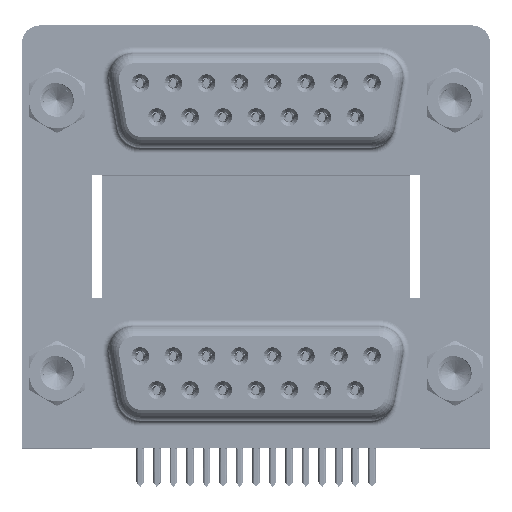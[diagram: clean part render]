
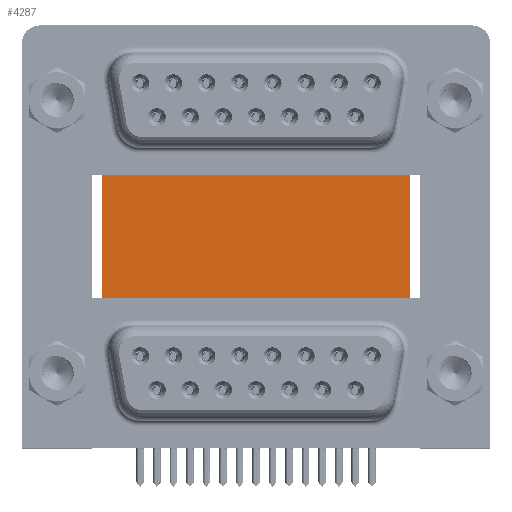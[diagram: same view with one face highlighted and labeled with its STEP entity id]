
A CAD part, top view. The second image highlights one B-rep face of the part: STEP entity #4287.
In plain terms, the highlighted planar face has unit normal (0, 0, 1).
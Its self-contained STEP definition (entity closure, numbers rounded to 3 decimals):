
#307 = CARTESIAN_POINT ( 'NONE',  ( 3.79, -3.735, -12. ) ) ;
#1812 = LINE ( 'NONE', #13490, #47424 ) ;
#3770 = PLANE ( 'NONE',  #45832 ) ;
#4287 = ADVANCED_FACE ( 'NONE', ( #4854 ), #3770, .F. ) ;
#4854 = FACE_OUTER_BOUND ( 'NONE', #30986, .T. ) ;
#5572 = CARTESIAN_POINT ( 'NONE',  ( 3.79, 16.585, -12. ) ) ;
#6348 = VERTEX_POINT ( 'NONE', #49536 ) ;
#6471 = DIRECTION ( 'NONE',  ( 1., 0., 0. ) ) ;
#6996 = CARTESIAN_POINT ( 'NONE',  ( 3.79, -3.735, -12. ) ) ;
#8105 = CARTESIAN_POINT ( 'NONE',  ( 29.58, -3.735, -12. ) ) ;
#8650 = DIRECTION ( 'NONE',  ( -1., 0., 0. ) ) ;
#8911 = LINE ( 'NONE', #30345, #17675 ) ;
#9587 = VECTOR ( 'NONE', #44425, 1000. ) ;
#13490 = CARTESIAN_POINT ( 'NONE',  ( 3.79, 16.585, -12. ) ) ;
#17005 = EDGE_CURVE ( 'NONE', #6348, #24878, #29398, .T. ) ;
#17596 = ORIENTED_EDGE ( 'NONE', *, *, #17005, .F. ) ;
#17675 = VECTOR ( 'NONE', #34143, 1000. ) ;
#18893 = ORIENTED_EDGE ( 'NONE', *, *, #41179, .T. ) ;
#24378 = CARTESIAN_POINT ( 'NONE',  ( 3.79, 16.585, -12. ) ) ;
#24421 = ORIENTED_EDGE ( 'NONE', *, *, #25960, .F. ) ;
#24878 = VERTEX_POINT ( 'NONE', #8105 ) ;
#25477 = VERTEX_POINT ( 'NONE', #307 ) ;
#25960 = EDGE_CURVE ( 'NONE', #42312, #6348, #8911, .T. ) ;
#27863 = ORIENTED_EDGE ( 'NONE', *, *, #30181, .T. ) ;
#29398 = LINE ( 'NONE', #48770, #9587 ) ;
#30181 = EDGE_CURVE ( 'NONE', #42312, #25477, #1812, .T. ) ;
#30345 = CARTESIAN_POINT ( 'NONE',  ( 3.79, 16.585, -12. ) ) ;
#30837 = DIRECTION ( 'NONE',  ( 0., -1., 0. ) ) ;
#30986 = EDGE_LOOP ( 'NONE', ( #18893, #17596, #24421, #27863 ) ) ;
#34143 = DIRECTION ( 'NONE',  ( 1., 0., 0. ) ) ;
#40109 = LINE ( 'NONE', #6996, #52583 ) ;
#41179 = EDGE_CURVE ( 'NONE', #25477, #24878, #40109, .T. ) ;
#42312 = VERTEX_POINT ( 'NONE', #5572 ) ;
#44425 = DIRECTION ( 'NONE',  ( 0., -1., 0. ) ) ;
#45832 = AXIS2_PLACEMENT_3D ( 'NONE', #24378, #49644, #8650 ) ;
#47424 = VECTOR ( 'NONE', #30837, 1000. ) ;
#48770 = CARTESIAN_POINT ( 'NONE',  ( 29.58, 16.585, -12. ) ) ;
#49536 = CARTESIAN_POINT ( 'NONE',  ( 29.58, 16.585, -12. ) ) ;
#49644 = DIRECTION ( 'NONE',  ( 0., 0., -1. ) ) ;
#52583 = VECTOR ( 'NONE', #6471, 1000. ) ;
